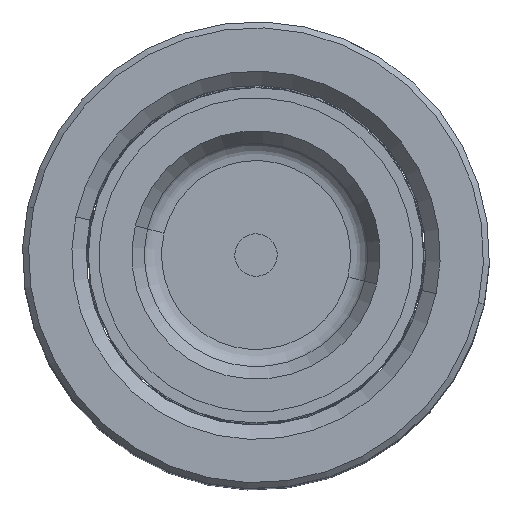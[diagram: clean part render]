
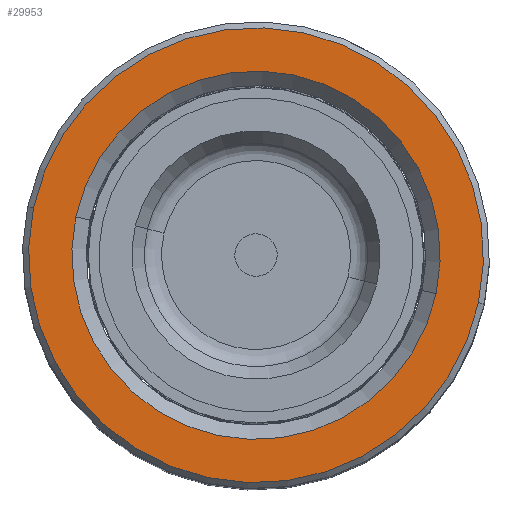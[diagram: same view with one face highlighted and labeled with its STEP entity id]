
A CAD part, top view. The second image highlights one B-rep face of the part: STEP entity #29953.
In plain terms, the highlighted planar face has unit normal (0, 0, 1).
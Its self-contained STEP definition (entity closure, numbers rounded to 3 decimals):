
#1028 = ORIENTED_EDGE ( 'NONE', *, *, #35418, .T. ) ;
#1247 = EDGE_CURVE ( 'NONE', #41817, #14445, #14053, .T. ) ;
#1995 = EDGE_CURVE ( 'NONE', #17591, #43106, #18754, .T. ) ;
#2055 = DIRECTION ( 'NONE',  ( 1., 0., 0. ) ) ;
#2175 = CARTESIAN_POINT ( 'NONE',  ( 21.7, 0., 100. ) ) ;
#3251 = DIRECTION ( 'NONE',  ( 1., 0., 0. ) ) ;
#3734 = EDGE_LOOP ( 'NONE', ( #1028, #42692 ) ) ;
#3817 = CARTESIAN_POINT ( 'NONE',  ( -26.8, 0., 100. ) ) ;
#5213 = FACE_OUTER_BOUND ( 'NONE', #31586, .T. ) ;
#5370 = PLANE ( 'NONE',  #34964 ) ;
#5995 = DIRECTION ( 'NONE',  ( 0., 0., 1. ) ) ;
#8004 = DIRECTION ( 'NONE',  ( 0., 0., -1. ) ) ;
#13446 = CARTESIAN_POINT ( 'NONE',  ( 0., 0., 100. ) ) ;
#14053 = CIRCLE ( 'NONE', #21271, 26.8 ) ;
#14445 = VERTEX_POINT ( 'NONE', #3817 ) ;
#15610 = CARTESIAN_POINT ( 'NONE',  ( 0., 0., 100. ) ) ;
#17068 = ORIENTED_EDGE ( 'NONE', *, *, #1247, .T. ) ;
#17591 = VERTEX_POINT ( 'NONE', #34408 ) ;
#18754 = CIRCLE ( 'NONE', #25426, 21.7 ) ;
#19233 = DIRECTION ( 'NONE',  ( 1., 0., 0. ) ) ;
#19686 = CARTESIAN_POINT ( 'NONE',  ( 26.8, 0., 100. ) ) ;
#20007 = FACE_BOUND ( 'NONE', #3734, .T. ) ;
#21271 = AXIS2_PLACEMENT_3D ( 'NONE', #13446, #5995, #44037 ) ;
#22141 = CIRCLE ( 'NONE', #36421, 26.8 ) ;
#23741 = CIRCLE ( 'NONE', #44386, 21.7 ) ;
#24899 = DIRECTION ( 'NONE',  ( 0., 0., -1. ) ) ;
#25426 = AXIS2_PLACEMENT_3D ( 'NONE', #36218, #24899, #39914 ) ;
#29953 = ADVANCED_FACE ( 'NONE', ( #5213, #20007 ), #5370, .T. ) ;
#31586 = EDGE_LOOP ( 'NONE', ( #34473, #17068 ) ) ;
#34408 = CARTESIAN_POINT ( 'NONE',  ( -21.7, 0., 100. ) ) ;
#34473 = ORIENTED_EDGE ( 'NONE', *, *, #43615, .T. ) ;
#34964 = AXIS2_PLACEMENT_3D ( 'NONE', #46426, #43439, #2055 ) ;
#35418 = EDGE_CURVE ( 'NONE', #43106, #17591, #23741, .T. ) ;
#36218 = CARTESIAN_POINT ( 'NONE',  ( 0., 0., 100. ) ) ;
#36421 = AXIS2_PLACEMENT_3D ( 'NONE', #41440, #37267, #3251 ) ;
#37267 = DIRECTION ( 'NONE',  ( 0., 0., 1. ) ) ;
#39914 = DIRECTION ( 'NONE',  ( 1., 0., 0. ) ) ;
#41440 = CARTESIAN_POINT ( 'NONE',  ( 0., 0., 100. ) ) ;
#41817 = VERTEX_POINT ( 'NONE', #19686 ) ;
#42692 = ORIENTED_EDGE ( 'NONE', *, *, #1995, .T. ) ;
#43106 = VERTEX_POINT ( 'NONE', #2175 ) ;
#43439 = DIRECTION ( 'NONE',  ( 0., 0., 1. ) ) ;
#43615 = EDGE_CURVE ( 'NONE', #14445, #41817, #22141, .T. ) ;
#44037 = DIRECTION ( 'NONE',  ( 1., 0., 0. ) ) ;
#44386 = AXIS2_PLACEMENT_3D ( 'NONE', #15610, #8004, #19233 ) ;
#46426 = CARTESIAN_POINT ( 'NONE',  ( 0., 0., 100. ) ) ;
